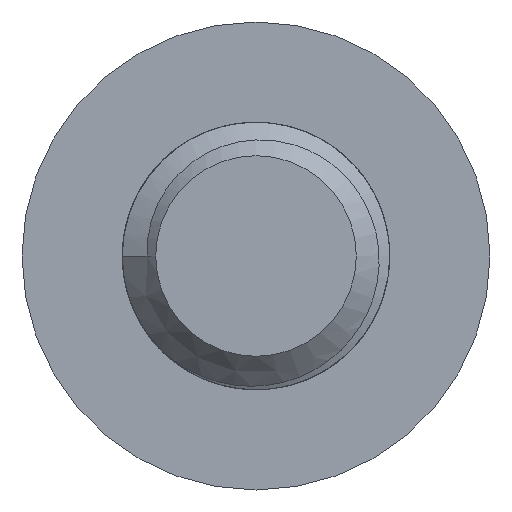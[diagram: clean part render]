
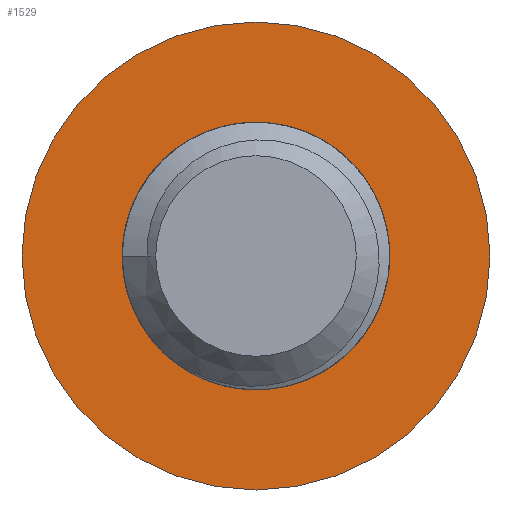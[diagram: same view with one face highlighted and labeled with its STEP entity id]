
A CAD part, left-side view. The second image highlights one B-rep face of the part: STEP entity #1529.
In plain terms, the highlighted face is planar.
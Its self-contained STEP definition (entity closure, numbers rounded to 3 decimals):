
#23=PLANE('',#1645);
#35=FACE_BOUND('',#279,.T.);
#105=CIRCLE('',#1595,3.);
#106=CIRCLE('',#1598,3.);
#109=CIRCLE('',#1631,5.25);
#118=CIRCLE('',#1646,3.);
#188=FACE_OUTER_BOUND('',#278,.T.);
#278=EDGE_LOOP('',(#1199));
#279=EDGE_LOOP('',(#1200,#1201,#1202));
#606=VERTEX_POINT('',#3123);
#607=VERTEX_POINT('',#3125);
#614=VERTEX_POINT('',#3189);
#674=VERTEX_POINT('',#5361);
#787=EDGE_CURVE('',#606,#607,#105,.T.);
#795=EDGE_CURVE('',#607,#614,#106,.T.);
#885=EDGE_CURVE('',#674,#674,#109,.T.);
#899=EDGE_CURVE('',#614,#606,#118,.T.);
#1199=ORIENTED_EDGE('',*,*,#885,.F.);
#1200=ORIENTED_EDGE('',*,*,#795,.F.);
#1201=ORIENTED_EDGE('',*,*,#787,.F.);
#1202=ORIENTED_EDGE('',*,*,#899,.F.);
#1529=ADVANCED_FACE('',(#188,#35),#23,.F.);
#1595=AXIS2_PLACEMENT_3D('',#3126,#1765,#1766);
#1598=AXIS2_PLACEMENT_3D('',#3190,#1774,#1775);
#1631=AXIS2_PLACEMENT_3D('',#5363,#1869,#1870);
#1645=AXIS2_PLACEMENT_3D('',#5466,#1899,#1900);
#1646=AXIS2_PLACEMENT_3D('',#5467,#1901,#1902);
#1765=DIRECTION('center_axis',(0.,0.,-1.));
#1766=DIRECTION('ref_axis',(1.,0.,0.));
#1774=DIRECTION('center_axis',(0.,0.,-1.));
#1775=DIRECTION('ref_axis',(1.,0.,0.));
#1869=DIRECTION('center_axis',(0.,0.,1.));
#1870=DIRECTION('ref_axis',(1.,0.,0.));
#1899=DIRECTION('center_axis',(0.,0.,1.));
#1900=DIRECTION('ref_axis',(1.,0.,0.));
#1901=DIRECTION('center_axis',(0.,0.,-1.));
#1902=DIRECTION('ref_axis',(1.,0.,0.));
#3123=CARTESIAN_POINT('',(0.,-3.,-3.3));
#3125=CARTESIAN_POINT('',(-3.,0.,-3.3));
#3126=CARTESIAN_POINT('Origin',(0.,0.,-3.3));
#3189=CARTESIAN_POINT('',(-2.121,2.121,-3.3));
#3190=CARTESIAN_POINT('Origin',(0.,0.,-3.3));
#5361=CARTESIAN_POINT('',(-5.25,0.,-3.3));
#5363=CARTESIAN_POINT('Origin',(0.,0.,-3.3));
#5466=CARTESIAN_POINT('Origin',(0.,-5.25,-3.3));
#5467=CARTESIAN_POINT('Origin',(0.,0.,-3.3));
